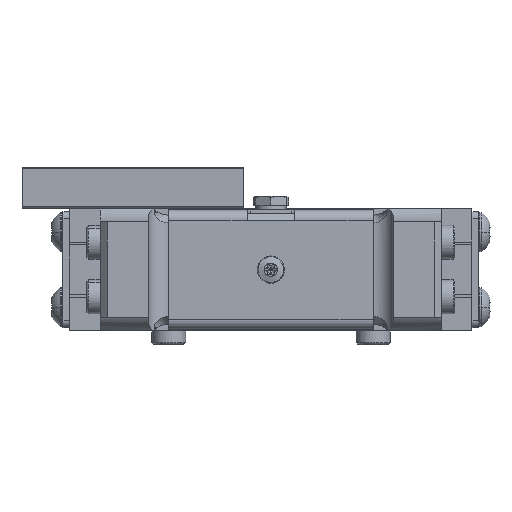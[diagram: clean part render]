
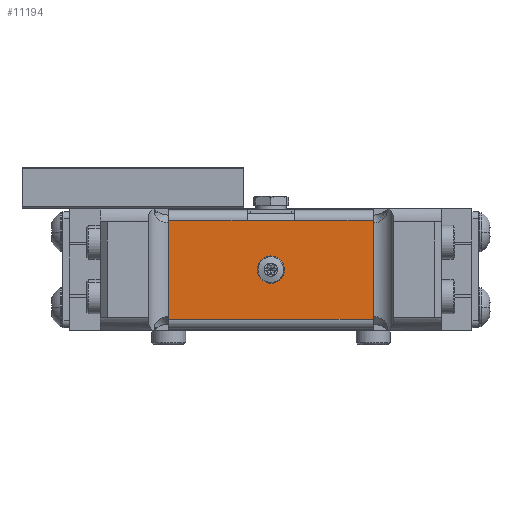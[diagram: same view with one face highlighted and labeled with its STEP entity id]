
A CAD part, front view. The second image highlights one B-rep face of the part: STEP entity #11194.
In plain terms, the highlighted planar face has unit normal (0, -1, 0).
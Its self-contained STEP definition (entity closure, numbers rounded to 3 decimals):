
#2540 = ORIENTED_EDGE ( 'NONE', *, *, #23647, .T. ) ;
#3346 = CARTESIAN_POINT ( 'NONE',  ( -15., -29., -8.25 ) ) ;
#3372 = VERTEX_POINT ( 'NONE', #8479 ) ;
#4916 = LINE ( 'NONE', #14803, #12915 ) ;
#5791 = ORIENTED_EDGE ( 'NONE', *, *, #45444, .T. ) ;
#6111 = ORIENTED_EDGE ( 'NONE', *, *, #11390, .T. ) ;
#6198 = VERTEX_POINT ( 'NONE', #21943 ) ;
#6684 = DIRECTION ( 'NONE',  ( -1., 0., 0. ) ) ;
#6719 = VECTOR ( 'NONE', #51053, 1000. ) ;
#7313 = ORIENTED_EDGE ( 'NONE', *, *, #38109, .F. ) ;
#8442 = CARTESIAN_POINT ( 'NONE',  ( 0., -29., 0. ) ) ;
#8479 = CARTESIAN_POINT ( 'NONE',  ( -15., -29., 7.25 ) ) ;
#11194 = ADVANCED_FACE ( 'NONE', ( #41355, #56233 ), #50646, .F. ) ;
#11337 = CARTESIAN_POINT ( 'NONE',  ( -15., -29., -7.25 ) ) ;
#11390 = EDGE_CURVE ( 'NONE', #50275, #18394, #52991, .T. ) ;
#12759 = DIRECTION ( 'NONE',  ( 0., 0., -1. ) ) ;
#12915 = VECTOR ( 'NONE', #43059, 1000. ) ;
#13173 = DIRECTION ( 'NONE',  ( 0., 1., 0. ) ) ;
#14274 = EDGE_CURVE ( 'NONE', #58816, #34864, #33572, .T. ) ;
#14803 = CARTESIAN_POINT ( 'NONE',  ( 15., -29., 7.25 ) ) ;
#15343 = EDGE_CURVE ( 'NONE', #56907, #6198, #45088, .T. ) ;
#16327 = VECTOR ( 'NONE', #46723, 1000. ) ;
#16514 = DIRECTION ( 'NONE',  ( 0., 1., 0. ) ) ;
#17154 = EDGE_CURVE ( 'NONE', #6198, #3372, #30203, .T. ) ;
#17836 = LINE ( 'NONE', #21536, #6719 ) ;
#18394 = VERTEX_POINT ( 'NONE', #22788 ) ;
#21433 = CARTESIAN_POINT ( 'NONE',  ( 0., -29., 7.25 ) ) ;
#21536 = CARTESIAN_POINT ( 'NONE',  ( 15., -29., -8.25 ) ) ;
#21943 = CARTESIAN_POINT ( 'NONE',  ( -3.48, -29., 7.25 ) ) ;
#22494 = ORIENTED_EDGE ( 'NONE', *, *, #14274, .T. ) ;
#22788 = CARTESIAN_POINT ( 'NONE',  ( 15., -29., -7.25 ) ) ;
#23647 = EDGE_CURVE ( 'NONE', #34864, #58816, #60556, .T. ) ;
#26349 = CARTESIAN_POINT ( 'NONE',  ( 0., -29., 0. ) ) ;
#28801 = CARTESIAN_POINT ( 'NONE',  ( 0., -29., -2. ) ) ;
#29321 = ORIENTED_EDGE ( 'NONE', *, *, #17154, .T. ) ;
#29804 = CARTESIAN_POINT ( 'NONE',  ( 15., -29., 7.25 ) ) ;
#30203 = LINE ( 'NONE', #49184, #50047 ) ;
#31572 = AXIS2_PLACEMENT_3D ( 'NONE', #41741, #13173, #55380 ) ;
#32941 = ORIENTED_EDGE ( 'NONE', *, *, #15343, .T. ) ;
#33572 = CIRCLE ( 'NONE', #31572, 2. ) ;
#34864 = VERTEX_POINT ( 'NONE', #59033 ) ;
#38109 = EDGE_CURVE ( 'NONE', #45082, #18394, #17836, .T. ) ;
#38744 = DIRECTION ( 'NONE',  ( 1., 0., 0. ) ) ;
#39894 = CARTESIAN_POINT ( 'NONE',  ( -15., -29., -7.25 ) ) ;
#40307 = EDGE_LOOP ( 'NONE', ( #5791, #32941, #29321, #47980, #6111, #7313 ) ) ;
#40471 = DIRECTION ( 'NONE',  ( -1., 0., 0. ) ) ;
#41213 = EDGE_LOOP ( 'NONE', ( #22494, #2540 ) ) ;
#41355 = FACE_BOUND ( 'NONE', #41213, .T. ) ;
#41741 = CARTESIAN_POINT ( 'NONE',  ( 0., -29., 0. ) ) ;
#41748 = AXIS2_PLACEMENT_3D ( 'NONE', #26349, #16514, #12759 ) ;
#42645 = AXIS2_PLACEMENT_3D ( 'NONE', #8442, #45992, #46604 ) ;
#43059 = DIRECTION ( 'NONE',  ( -1., 0., 0. ) ) ;
#45082 = VERTEX_POINT ( 'NONE', #29804 ) ;
#45088 = LINE ( 'NONE', #21433, #51170 ) ;
#45444 = EDGE_CURVE ( 'NONE', #45082, #56907, #4916, .T. ) ;
#45992 = DIRECTION ( 'NONE',  ( 0., 1., 0. ) ) ;
#46141 = LINE ( 'NONE', #3346, #16327 ) ;
#46604 = DIRECTION ( 'NONE',  ( 0., 0., 1. ) ) ;
#46618 = VECTOR ( 'NONE', #38744, 1000. ) ;
#46723 = DIRECTION ( 'NONE',  ( 0., 0., 1. ) ) ;
#47980 = ORIENTED_EDGE ( 'NONE', *, *, #49993, .F. ) ;
#49184 = CARTESIAN_POINT ( 'NONE',  ( 15., -29., 7.25 ) ) ;
#49993 = EDGE_CURVE ( 'NONE', #50275, #3372, #46141, .T. ) ;
#50047 = VECTOR ( 'NONE', #6684, 1000. ) ;
#50275 = VERTEX_POINT ( 'NONE', #39894 ) ;
#50646 = PLANE ( 'NONE',  #42645 ) ;
#51053 = DIRECTION ( 'NONE',  ( 0., 0., -1. ) ) ;
#51170 = VECTOR ( 'NONE', #40471, 1000. ) ;
#52828 = CARTESIAN_POINT ( 'NONE',  ( 3.52, -29., 7.25 ) ) ;
#52991 = LINE ( 'NONE', #11337, #46618 ) ;
#55380 = DIRECTION ( 'NONE',  ( 0., 0., -1. ) ) ;
#56233 = FACE_OUTER_BOUND ( 'NONE', #40307, .T. ) ;
#56907 = VERTEX_POINT ( 'NONE', #52828 ) ;
#58816 = VERTEX_POINT ( 'NONE', #28801 ) ;
#59033 = CARTESIAN_POINT ( 'NONE',  ( 0., -29., 2. ) ) ;
#60556 = CIRCLE ( 'NONE', #41748, 2. ) ;
